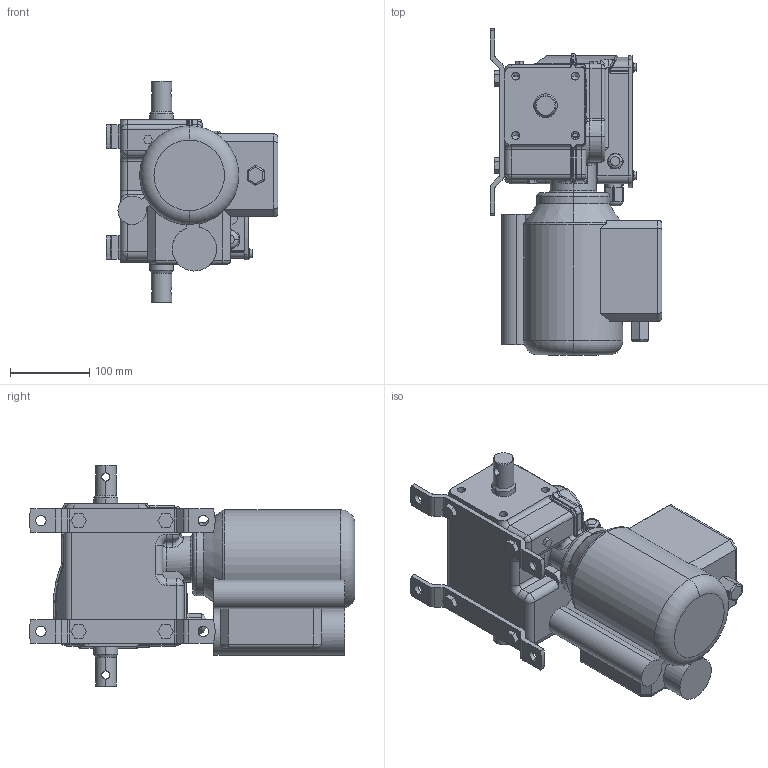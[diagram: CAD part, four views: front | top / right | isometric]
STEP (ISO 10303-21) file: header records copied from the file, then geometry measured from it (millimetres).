
FILE_DESCRIPTION (( 'STEP AP214' ), '1' );
FILE_NAME ('010210843_EWA_50_3D__DE.STEP', '2021-10-01T06:20:24', ( '' ), ( '' ), 'SwSTEP 2.0', 'SolidWorks 2020', '' );
FILE_SCHEMA (( 'AUTOMOTIVE_DESIGN' ));
Length unit declared in the file: millimetre
Products named in the file (3): 010210782_EWA_50_3D__DE; 010210843_EWA_50_3D__DE; 010210780_EWA_50_3D__DE
Assembly tree (2 placements, depth 2):
  010210843_EWA_50_3D__DE
    010210782_EWA_50_3D__DE
    010210780_EWA_50_3D__DE
Bounding box: 217 x 411.5 x 280 mm (x, y, z)
Volume: 8056155.6 mm3; surface area: 403765.8 mm2
Topology: 3 solids, 3 shells, 655 faces, 1605 edges, 964 vertices
Faces by surface type: plane 242, cylinder 241, torus 86, bspline 62, cone 18, sphere 6
Entity records: 22526 total; most frequent: CARTESIAN_POINT 7323, ORIENTED_EDGE 3172, DIRECTION 3115, EDGE_CURVE 1586, AXIS2_PLACEMENT_3D 1153, VERTEX_POINT 964, VECTOR 809, LINE 809
